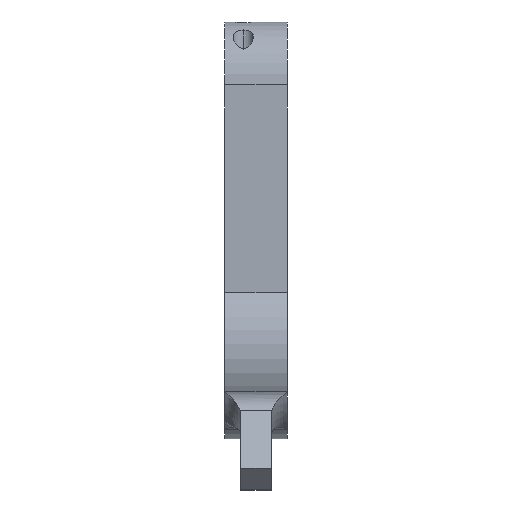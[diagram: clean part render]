
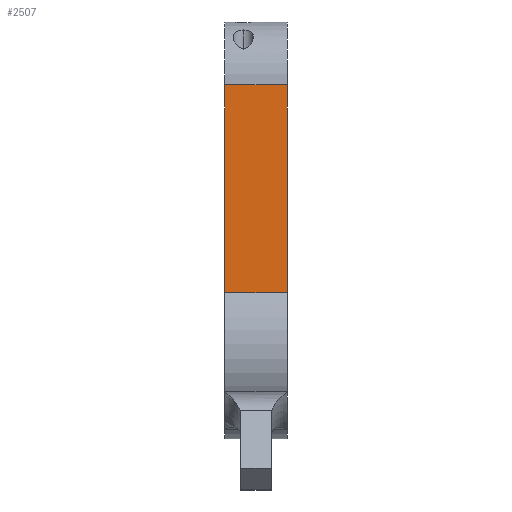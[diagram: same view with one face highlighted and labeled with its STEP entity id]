
A CAD part, left-side view. The second image highlights one B-rep face of the part: STEP entity #2507.
In plain terms, the highlighted planar face has unit normal (-1, 0, 0).
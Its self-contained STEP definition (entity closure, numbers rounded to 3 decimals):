
#63 = EDGE_CURVE ( 'NONE', #882, #2673, #391, .T. ) ;
#103 = LINE ( 'NONE', #344, #2420 ) ;
#202 = DIRECTION ( 'NONE',  ( 0., 0., -1. ) ) ;
#280 = VECTOR ( 'NONE', #202, 1000. ) ;
#344 = CARTESIAN_POINT ( 'NONE',  ( -20., 10., -66.125 ) ) ;
#345 = ORIENTED_EDGE ( 'NONE', *, *, #1554, .T. ) ;
#391 = LINE ( 'NONE', #2076, #280 ) ;
#393 = CARTESIAN_POINT ( 'NONE',  ( -20., 10., 0. ) ) ;
#549 = CARTESIAN_POINT ( 'NONE',  ( -20., 10., -66.125 ) ) ;
#574 = VECTOR ( 'NONE', #1388, 1000. ) ;
#576 = DIRECTION ( 'NONE',  ( 0., 0., -1. ) ) ;
#640 = CARTESIAN_POINT ( 'NONE',  ( -20., 10., 0. ) ) ;
#766 = DIRECTION ( 'NONE',  ( -1., 0., 0. ) ) ;
#882 = VERTEX_POINT ( 'NONE', #1538 ) ;
#1013 = ORIENTED_EDGE ( 'NONE', *, *, #2758, .F. ) ;
#1052 = CARTESIAN_POINT ( 'NONE',  ( -20., 10., 0. ) ) ;
#1179 = VERTEX_POINT ( 'NONE', #549 ) ;
#1259 = ORIENTED_EDGE ( 'NONE', *, *, #63, .F. ) ;
#1307 = ORIENTED_EDGE ( 'NONE', *, *, #2527, .T. ) ;
#1388 = DIRECTION ( 'NONE',  ( 0., -1., 0. ) ) ;
#1538 = CARTESIAN_POINT ( 'NONE',  ( -20., -10., 0. ) ) ;
#1554 = EDGE_CURVE ( 'NONE', #1795, #1179, #2496, .T. ) ;
#1727 = DIRECTION ( 'NONE',  ( 0., 0., 1. ) ) ;
#1795 = VERTEX_POINT ( 'NONE', #640 ) ;
#1979 = CARTESIAN_POINT ( 'NONE',  ( -20., 10., 0. ) ) ;
#2076 = CARTESIAN_POINT ( 'NONE',  ( -20., -10., 0. ) ) ;
#2354 = EDGE_LOOP ( 'NONE', ( #1259, #1013, #345, #1307 ) ) ;
#2420 = VECTOR ( 'NONE', #2530, 1000. ) ;
#2496 = LINE ( 'NONE', #1052, #2525 ) ;
#2507 = ADVANCED_FACE ( 'NONE', ( #2653 ), #2921, .T. ) ;
#2525 = VECTOR ( 'NONE', #576, 1000. ) ;
#2527 = EDGE_CURVE ( 'NONE', #1179, #2673, #103, .T. ) ;
#2530 = DIRECTION ( 'NONE',  ( 0., -1., 0. ) ) ;
#2559 = LINE ( 'NONE', #393, #574 ) ;
#2572 = AXIS2_PLACEMENT_3D ( 'NONE', #1979, #766, #1727 ) ;
#2653 = FACE_OUTER_BOUND ( 'NONE', #2354, .T. ) ;
#2673 = VERTEX_POINT ( 'NONE', #3035 ) ;
#2758 = EDGE_CURVE ( 'NONE', #1795, #882, #2559, .T. ) ;
#2921 = PLANE ( 'NONE',  #2572 ) ;
#3035 = CARTESIAN_POINT ( 'NONE',  ( -20., -10., -66.125 ) ) ;
